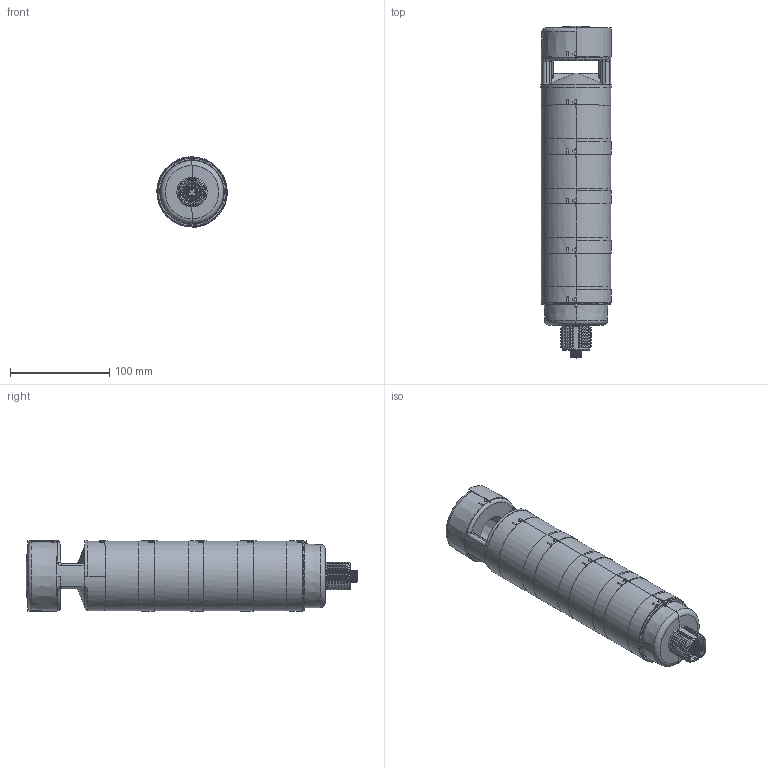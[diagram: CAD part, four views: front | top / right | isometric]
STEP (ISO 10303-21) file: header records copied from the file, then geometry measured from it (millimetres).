
FILE_DESCRIPTION((''),'2;1');
FILE_NAME('198996_ASM','2017-03-10T',('pdmadmin'),('BANNER ENGINEERING'),'CREO PARAMETRIC BY PTC INC, 2016260','CREO PARAMETRIC BY PTC INC, 2016260','');
FILE_SCHEMA(('CONFIG_CONTROL_DESIGN'));
Length unit declared in the file: millimetre
Products named in the file (8): 180077; 180482; 08427; 183492; 183493; 192654; 192655; 198996_ASM
Assembly tree (13 placements, depth 2):
  198996_ASM
    180077
    180482
    08427
    183492  x4
    183493  x4
    192654
    192655
Bounding box: 71 x 333.9 x 71.25 mm (x, y, z)
Volume: 307592.6 mm3; surface area: 226860.8 mm2
Topology: 13 solids, 19 shells, 3514 faces, 8437 edges, 4992 vertices
Faces by surface type: bspline 1104, cylinder 949, plane 623, torus 369, cone 283, sphere 186
Entity records: 99057 total; most frequent: CARTESIAN_POINT 62184, ORIENTED_EDGE 8382, DIRECTION 6746, EDGE_CURVE 4197, AXIS2_PLACEMENT_3D 2821, VERTEX_POINT 2517, EDGE_LOOP 1825, FACE_OUTER_BOUND 1741
